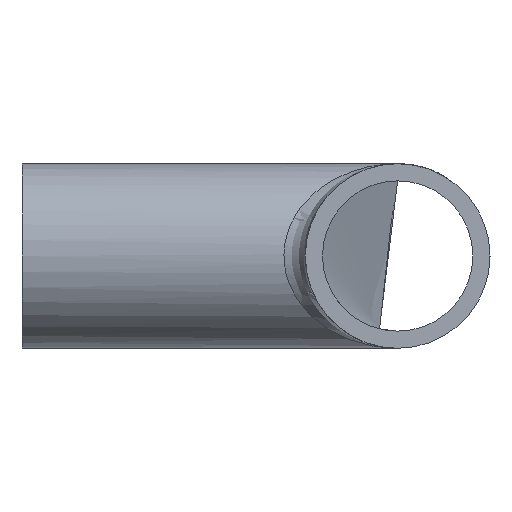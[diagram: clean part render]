
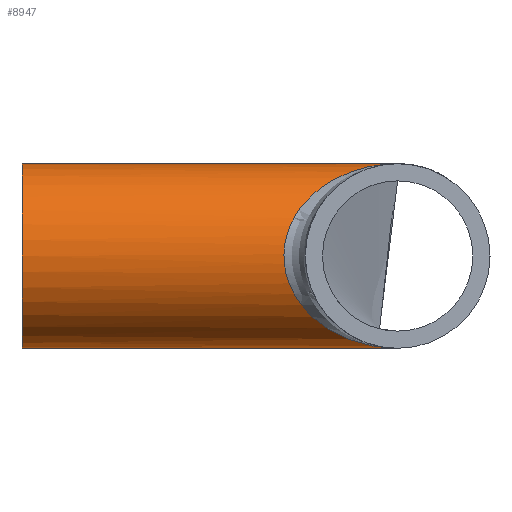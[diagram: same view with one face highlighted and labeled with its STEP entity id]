
A CAD part, left-side view. The second image highlights one B-rep face of the part: STEP entity #8947.
In plain terms, the highlighted cylindrical face has radius 8.6 mm (diameter 17.2 mm), a full revolution.
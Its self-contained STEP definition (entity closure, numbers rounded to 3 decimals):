
#128 = CIRCLE ( 'NONE', #1477, 8.6 ) ;
#676 = CARTESIAN_POINT ( 'NONE',  ( 0., 35., 0. ) ) ;
#813 = CARTESIAN_POINT ( 'NONE',  ( 0., 0., -8.6 ) ) ;
#1477 = AXIS2_PLACEMENT_3D ( 'NONE', #676, #1618, #2449 ) ;
#1493 = EDGE_CURVE ( 'NONE', #5863, #2481, #10903, .T. ) ;
#1618 = DIRECTION ( 'NONE',  ( 0., 1., 0. ) ) ;
#1947 = DIRECTION ( 'NONE',  ( 0., 0., -1. ) ) ;
#2449 = DIRECTION ( 'NONE',  ( 0., 0., 1. ) ) ;
#2481 = VERTEX_POINT ( 'NONE', #9207 ) ;
#2674 = CARTESIAN_POINT ( 'NONE',  ( 0., 35., 0. ) ) ;
#2776 = EDGE_CURVE ( 'NONE', #3298, #3298, #128, .T. ) ;
#3298 = VERTEX_POINT ( 'NONE', #8712 ) ;
#3414 = EDGE_CURVE ( 'NONE', #2481, #5863, #8022, .T. ) ;
#3560 = FACE_OUTER_BOUND ( 'NONE', #3774, .T. ) ;
#3678 = CYLINDRICAL_SURFACE ( 'NONE', #6228, 8.6 ) ;
#3774 = EDGE_LOOP ( 'NONE', ( #5400, #7853 ) ) ;
#5400 = ORIENTED_EDGE ( 'NONE', *, *, #1493, .T. ) ;
#5863 = VERTEX_POINT ( 'NONE', #11618 ) ;
#6228 = AXIS2_PLACEMENT_3D ( 'NONE', #2674, #10820, #1947 ) ;
#7618 = CARTESIAN_POINT ( 'NONE',  ( 0., 0., -8.6 ) ) ;
#7853 = ORIENTED_EDGE ( 'NONE', *, *, #3414, .T. ) ;
#8022 =( BOUNDED_CURVE ( )  B_SPLINE_CURVE ( 3, ( #11181, #8690, #10337, #7618 ),
 .UNSPECIFIED., .F., .T. ) 
 B_SPLINE_CURVE_WITH_KNOTS ( ( 4, 4 ),
 ( 1.571, 4.712 ),
 .UNSPECIFIED. ) 
 CURVE ( )  GEOMETRIC_REPRESENTATION_ITEM ( )  RATIONAL_B_SPLINE_CURVE ( ( 1., 0.333, 0.333, 1. ) ) 
 REPRESENTATION_ITEM ( '' )  );
#8054 = CARTESIAN_POINT ( 'NONE',  ( -17.2, 21.2, -8.6 ) ) ;
#8146 = FACE_OUTER_BOUND ( 'NONE', #11761, .T. ) ;
#8690 = CARTESIAN_POINT ( 'NONE',  ( 17.2, 21.2, 8.6 ) ) ;
#8712 = CARTESIAN_POINT ( 'NONE',  ( 0., 35., 8.6 ) ) ;
#8947 = ADVANCED_FACE ( 'NONE', ( #3560, #8146 ), #3678, .T. ) ;
#9207 = CARTESIAN_POINT ( 'NONE',  ( 0., 0., 8.6 ) ) ;
#10209 = ORIENTED_EDGE ( 'NONE', *, *, #2776, .F. ) ;
#10337 = CARTESIAN_POINT ( 'NONE',  ( 17.2, 21.2, -8.6 ) ) ;
#10784 = CARTESIAN_POINT ( 'NONE',  ( -17.2, 21.2, 8.6 ) ) ;
#10820 = DIRECTION ( 'NONE',  ( 0., -1., 0. ) ) ;
#10903 =( BOUNDED_CURVE ( )  B_SPLINE_CURVE ( 3, ( #813, #8054, #10784, #11449 ),
 .UNSPECIFIED., .F., .T. ) 
 B_SPLINE_CURVE_WITH_KNOTS ( ( 4, 4 ),
 ( 4.712, 7.854 ),
 .UNSPECIFIED. ) 
 CURVE ( )  GEOMETRIC_REPRESENTATION_ITEM ( )  RATIONAL_B_SPLINE_CURVE ( ( 1., 0.333, 0.333, 1. ) ) 
 REPRESENTATION_ITEM ( '' )  );
#11181 = CARTESIAN_POINT ( 'NONE',  ( 0., 0., 8.6 ) ) ;
#11449 = CARTESIAN_POINT ( 'NONE',  ( 0., 0., 8.6 ) ) ;
#11618 = CARTESIAN_POINT ( 'NONE',  ( 0., 0., -8.6 ) ) ;
#11761 = EDGE_LOOP ( 'NONE', ( #10209 ) ) ;
